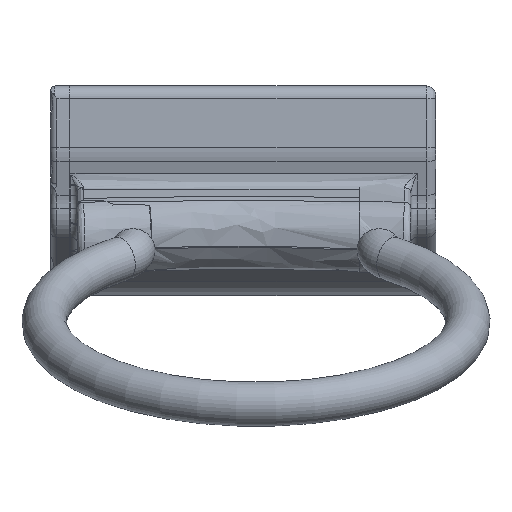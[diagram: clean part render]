
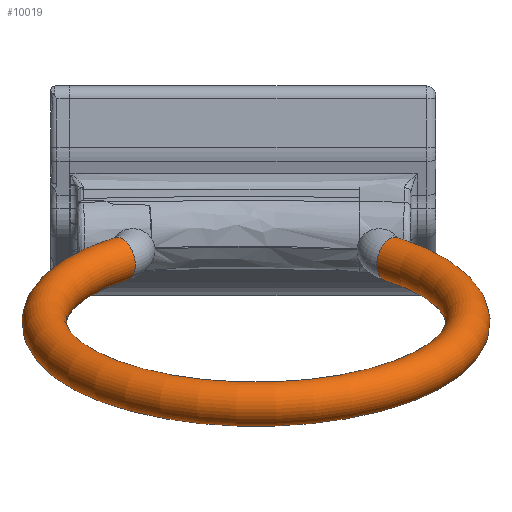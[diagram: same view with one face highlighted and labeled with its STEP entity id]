
A CAD part, front view. The second image highlights one B-rep face of the part: STEP entity #10019.
In plain terms, the highlighted toroidal (fillet/blend) face has major radius 33.5 mm and minor radius 3.5 mm.
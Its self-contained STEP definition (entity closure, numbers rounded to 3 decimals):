
#308=TOROIDAL_SURFACE('',#10880,33.5,3.5);
#453=CIRCLE('',#10864,3.5);
#454=CIRCLE('',#10865,3.5);
#461=CIRCLE('',#10875,3.5);
#462=CIRCLE('',#10876,3.5);
#464=CIRCLE('',#10881,30.);
#1307=FACE_OUTER_BOUND('',#1918,.T.);
#1918=EDGE_LOOP('',(#7498,#7499,#7500,#7501,#7502,#7503));
#4346=VERTEX_POINT('',#16003);
#4347=VERTEX_POINT('',#16005);
#4352=VERTEX_POINT('',#16020);
#4353=VERTEX_POINT('',#16022);
#5491=EDGE_CURVE('',#4346,#4347,#453,.T.);
#5492=EDGE_CURVE('',#4347,#4346,#454,.T.);
#5499=EDGE_CURVE('',#4352,#4353,#461,.T.);
#5500=EDGE_CURVE('',#4353,#4352,#462,.T.);
#5502=EDGE_CURVE('',#4353,#4347,#464,.T.);
#7498=ORIENTED_EDGE('',*,*,#5500,.F.);
#7499=ORIENTED_EDGE('',*,*,#5502,.T.);
#7500=ORIENTED_EDGE('',*,*,#5491,.F.);
#7501=ORIENTED_EDGE('',*,*,#5492,.F.);
#7502=ORIENTED_EDGE('',*,*,#5502,.F.);
#7503=ORIENTED_EDGE('',*,*,#5499,.F.);
#10019=ADVANCED_FACE('',(#1307),#308,.T.);
#10864=AXIS2_PLACEMENT_3D('',#16006,#12592,#12593);
#10865=AXIS2_PLACEMENT_3D('',#16007,#12594,#12595);
#10875=AXIS2_PLACEMENT_3D('',#16023,#12614,#12615);
#10876=AXIS2_PLACEMENT_3D('',#16024,#12616,#12617);
#10880=AXIS2_PLACEMENT_3D('',#16028,#12624,#12625);
#10881=AXIS2_PLACEMENT_3D('',#16029,#12626,#12627);
#12592=DIRECTION('center_axis',(0.772,0.586,0.246));
#12593=DIRECTION('ref_axis',(-0.605,0.797,0.));
#12594=DIRECTION('center_axis',(0.772,0.586,0.246));
#12595=DIRECTION('ref_axis',(-0.605,0.797,0.));
#12614=DIRECTION('center_axis',(-0.772,0.586,0.246));
#12615=DIRECTION('ref_axis',(0.605,0.797,0.));
#12616=DIRECTION('center_axis',(-0.772,0.586,0.246));
#12617=DIRECTION('ref_axis',(0.605,0.797,0.));
#12624=DIRECTION('center_axis',(0.,-0.388,
0.922));
#12625=DIRECTION('ref_axis',(0.,-0.922,-0.388));
#12626=DIRECTION('center_axis',(0.,0.388,
-0.922));
#12627=DIRECTION('ref_axis',(0.,-0.922,-0.388));
#16003=CARTESIAN_POINT('',(-22.628,-23.885,-17.607));
#16005=CARTESIAN_POINT('',(-18.18,-28.867,-19.701));
#16006=CARTESIAN_POINT('Origin',(-20.404,-26.376,-18.654));
#16007=CARTESIAN_POINT('Origin',(-20.404,-26.376,-18.654));
#16020=CARTESIAN_POINT('',(24.402,-23.885,-17.607));
#16022=CARTESIAN_POINT('',(19.953,-28.867,-19.701));
#16023=CARTESIAN_POINT('Origin',(22.178,-26.376,-18.654));
#16024=CARTESIAN_POINT('Origin',(22.178,-26.376,-18.654));
#16028=CARTESIAN_POINT('Origin',(0.887,-50.219,-28.676));
#16029=CARTESIAN_POINT('Origin',(0.887,-50.219,-28.676));
